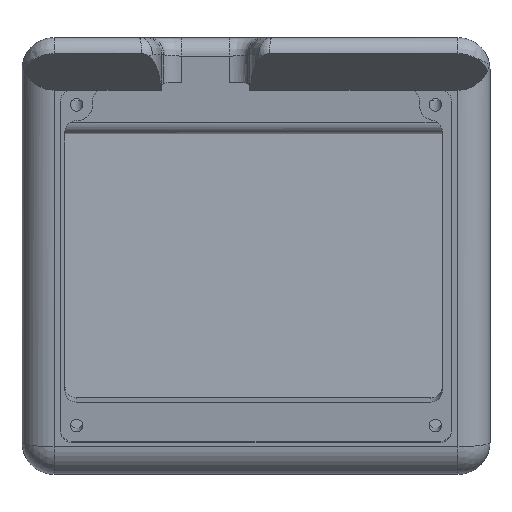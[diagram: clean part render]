
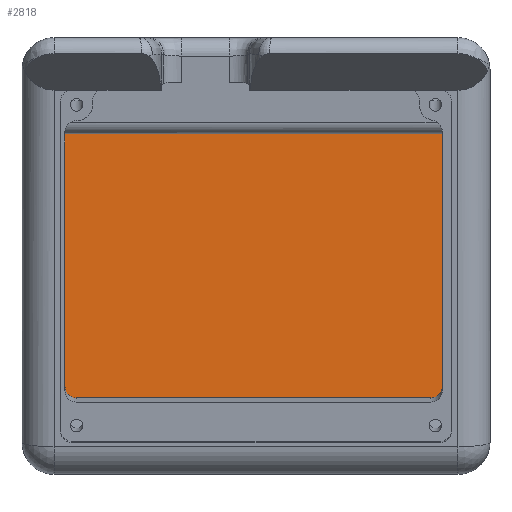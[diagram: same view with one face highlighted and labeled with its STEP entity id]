
A CAD part, top view. The second image highlights one B-rep face of the part: STEP entity #2818.
In plain terms, the highlighted planar face has unit normal (0, 0, 1).
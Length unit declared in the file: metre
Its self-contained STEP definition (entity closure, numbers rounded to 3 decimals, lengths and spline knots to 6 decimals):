
#184=LINE('',#4375,#376);
#185=LINE('',#4379,#377);
#186=LINE('',#4383,#378);
#187=LINE('',#4387,#379);
#188=LINE('',#4388,#380);
#189=LINE('',#4393,#381);
#190=LINE('',#4404,#382);
#191=LINE('',#4409,#383);
#192=LINE('',#4413,#384);
#193=LINE('',#4417,#385);
#194=LINE('',#4420,#386);
#195=LINE('',#4425,#387);
#376=VECTOR('',#3580,1.);
#377=VECTOR('',#3583,1.);
#378=VECTOR('',#3586,1.);
#379=VECTOR('',#3589,1.);
#380=VECTOR('',#3590,1.);
#381=VECTOR('',#3593,1.);
#382=VECTOR('',#3604,1.);
#383=VECTOR('',#3607,1.);
#384=VECTOR('',#3610,1.);
#385=VECTOR('',#3613,1.);
#386=VECTOR('',#3616,1.);
#387=VECTOR('',#3619,1.);
#539=PLANE('',#3097);
#778=ORIENTED_EDGE('',*,*,#1482,.T.);
#779=ORIENTED_EDGE('',*,*,#1483,.F.);
#780=ORIENTED_EDGE('',*,*,#1484,.T.);
#781=ORIENTED_EDGE('',*,*,#1485,.T.);
#782=ORIENTED_EDGE('',*,*,#1486,.T.);
#783=ORIENTED_EDGE('',*,*,#1487,.T.);
#784=ORIENTED_EDGE('',*,*,#1488,.T.);
#785=ORIENTED_EDGE('',*,*,#1489,.F.);
#786=ORIENTED_EDGE('',*,*,#1490,.F.);
#787=ORIENTED_EDGE('',*,*,#1491,.T.);
#788=ORIENTED_EDGE('',*,*,#1492,.T.);
#789=ORIENTED_EDGE('',*,*,#1493,.T.);
#790=ORIENTED_EDGE('',*,*,#1494,.F.);
#791=ORIENTED_EDGE('',*,*,#1495,.F.);
#792=ORIENTED_EDGE('',*,*,#1496,.F.);
#793=ORIENTED_EDGE('',*,*,#1497,.F.);
#794=ORIENTED_EDGE('',*,*,#1498,.T.);
#795=ORIENTED_EDGE('',*,*,#1499,.F.);
#796=ORIENTED_EDGE('',*,*,#1500,.T.);
#797=ORIENTED_EDGE('',*,*,#1501,.F.);
#798=ORIENTED_EDGE('',*,*,#1502,.F.);
#799=ORIENTED_EDGE('',*,*,#1503,.F.);
#800=ORIENTED_EDGE('',*,*,#1504,.F.);
#801=ORIENTED_EDGE('',*,*,#1505,.F.);
#802=ORIENTED_EDGE('',*,*,#1506,.F.);
#803=ORIENTED_EDGE('',*,*,#1507,.T.);
#804=ORIENTED_EDGE('',*,*,#1508,.T.);
#805=ORIENTED_EDGE('',*,*,#1509,.T.);
#1482=EDGE_CURVE('',#1852,#1853,#2094,.T.);
#1483=EDGE_CURVE('',#1854,#1853,#184,.T.);
#1484=EDGE_CURVE('',#1854,#1855,#2095,.T.);
#1485=EDGE_CURVE('',#1855,#1852,#185,.T.);
#1486=EDGE_CURVE('',#1856,#1857,#2096,.T.);
#1487=EDGE_CURVE('',#1857,#1858,#186,.T.);
#1488=EDGE_CURVE('',#1858,#1859,#2097,.T.);
#1489=EDGE_CURVE('',#1856,#1859,#187,.T.);
#1490=EDGE_CURVE('',#1860,#1861,#188,.T.);
#1491=EDGE_CURVE('',#1860,#1862,#2098,.T.);
#1492=EDGE_CURVE('',#1862,#1863,#189,.T.);
#1493=EDGE_CURVE('',#1863,#1861,#2099,.T.);
#1494=EDGE_CURVE('',#1864,#1864,#2100,.F.);
#1495=EDGE_CURVE('',#1865,#1865,#2101,.F.);
#1496=EDGE_CURVE('',#1866,#1866,#2102,.F.);
#1497=EDGE_CURVE('',#1867,#1867,#2103,.F.);
#1498=EDGE_CURVE('',#1868,#1869,#190,.T.);
#1499=EDGE_CURVE('',#1870,#1869,#2104,.T.);
#1500=EDGE_CURVE('',#1870,#1871,#191,.T.);
#1501=EDGE_CURVE('',#1872,#1871,#2105,.T.);
#1502=EDGE_CURVE('',#1873,#1872,#192,.T.);
#1503=EDGE_CURVE('',#1874,#1873,#2106,.T.);
#1504=EDGE_CURVE('',#1875,#1874,#193,.T.);
#1505=EDGE_CURVE('',#1868,#1875,#2107,.T.);
#1506=EDGE_CURVE('',#1876,#1877,#194,.T.);
#1507=EDGE_CURVE('',#1876,#1878,#2108,.T.);
#1508=EDGE_CURVE('',#1878,#1879,#195,.T.);
#1509=EDGE_CURVE('',#1879,#1877,#2109,.T.);
#1852=VERTEX_POINT('',#4373);
#1853=VERTEX_POINT('',#4374);
#1854=VERTEX_POINT('',#4376);
#1855=VERTEX_POINT('',#4378);
#1856=VERTEX_POINT('',#4381);
#1857=VERTEX_POINT('',#4382);
#1858=VERTEX_POINT('',#4384);
#1859=VERTEX_POINT('',#4386);
#1860=VERTEX_POINT('',#4389);
#1861=VERTEX_POINT('',#4390);
#1862=VERTEX_POINT('',#4392);
#1863=VERTEX_POINT('',#4394);
#1864=VERTEX_POINT('',#4397);
#1865=VERTEX_POINT('',#4399);
#1866=VERTEX_POINT('',#4401);
#1867=VERTEX_POINT('',#4403);
#1868=VERTEX_POINT('',#4405);
#1869=VERTEX_POINT('',#4406);
#1870=VERTEX_POINT('',#4408);
#1871=VERTEX_POINT('',#4410);
#1872=VERTEX_POINT('',#4412);
#1873=VERTEX_POINT('',#4414);
#1874=VERTEX_POINT('',#4416);
#1875=VERTEX_POINT('',#4418);
#1876=VERTEX_POINT('',#4421);
#1877=VERTEX_POINT('',#4422);
#1878=VERTEX_POINT('',#4424);
#1879=VERTEX_POINT('',#4426);
#2094=CIRCLE('',#3098,0.001717);
#2095=CIRCLE('',#3099,0.001717);
#2096=CIRCLE('',#3100,0.001717);
#2097=CIRCLE('',#3101,0.001717);
#2098=CIRCLE('',#3102,0.001717);
#2099=CIRCLE('',#3103,0.001717);
#2100=CIRCLE('',#3104,0.001632);
#2101=CIRCLE('',#3105,0.001632);
#2102=CIRCLE('',#3106,0.001632);
#2103=CIRCLE('',#3107,0.001632);
#2104=CIRCLE('',#3108,0.00635);
#2105=CIRCLE('',#3109,0.00635);
#2106=CIRCLE('',#3110,0.00635);
#2107=CIRCLE('',#3111,0.00635);
#2108=CIRCLE('',#3112,0.001717);
#2109=CIRCLE('',#3113,0.001717);
#2263=EDGE_LOOP('',(#778,#779,#780,#781));
#2264=EDGE_LOOP('',(#782,#783,#784,#785));
#2265=EDGE_LOOP('',(#786,#787,#788,#789));
#2266=EDGE_LOOP('',(#790));
#2267=EDGE_LOOP('',(#791));
#2268=EDGE_LOOP('',(#792));
#2269=EDGE_LOOP('',(#793));
#2270=EDGE_LOOP('',(#794,#795,#796,#797,#798,#799,#800,#801));
#2271=EDGE_LOOP('',(#802,#803,#804,#805));
#2525=FACE_BOUND('',#2263,.T.);
#2526=FACE_BOUND('',#2264,.T.);
#2527=FACE_BOUND('',#2265,.T.);
#2528=FACE_BOUND('',#2266,.T.);
#2529=FACE_BOUND('',#2267,.T.);
#2530=FACE_BOUND('',#2268,.T.);
#2531=FACE_BOUND('',#2269,.T.);
#2532=FACE_BOUND('',#2270,.T.);
#2533=FACE_BOUND('',#2271,.T.);
#2818=ADVANCED_FACE('',(#2525,#2526,#2527,#2528,#2529,#2530,#2531,#2532,
#2533),#539,.F.);
#3097=AXIS2_PLACEMENT_3D('',#4371,#3576,#3577);
#3098=AXIS2_PLACEMENT_3D('',#4372,#3578,#3579);
#3099=AXIS2_PLACEMENT_3D('',#4377,#3581,#3582);
#3100=AXIS2_PLACEMENT_3D('',#4380,#3584,#3585);
#3101=AXIS2_PLACEMENT_3D('',#4385,#3587,#3588);
#3102=AXIS2_PLACEMENT_3D('',#4391,#3591,#3592);
#3103=AXIS2_PLACEMENT_3D('',#4395,#3594,#3595);
#3104=AXIS2_PLACEMENT_3D('',#4396,#3596,#3597);
#3105=AXIS2_PLACEMENT_3D('',#4398,#3598,#3599);
#3106=AXIS2_PLACEMENT_3D('',#4400,#3600,#3601);
#3107=AXIS2_PLACEMENT_3D('',#4402,#3602,#3603);
#3108=AXIS2_PLACEMENT_3D('',#4407,#3605,#3606);
#3109=AXIS2_PLACEMENT_3D('',#4411,#3608,#3609);
#3110=AXIS2_PLACEMENT_3D('',#4415,#3611,#3612);
#3111=AXIS2_PLACEMENT_3D('',#4419,#3614,#3615);
#3112=AXIS2_PLACEMENT_3D('',#4423,#3617,#3618);
#3113=AXIS2_PLACEMENT_3D('',#4427,#3620,#3621);
#3576=DIRECTION('',(0.,0.,-1.));
#3577=DIRECTION('',(1.,0.,0.));
#3578=DIRECTION('',(0.,0.,-1.));
#3579=DIRECTION('',(1.,0.,0.));
#3580=DIRECTION('',(0.,-1.,0.));
#3581=DIRECTION('',(0.,0.,-1.));
#3582=DIRECTION('',(1.,0.,0.));
#3583=DIRECTION('',(0.,-1.,0.));
#3584=DIRECTION('',(0.,0.,-1.));
#3585=DIRECTION('',(1.,0.,0.));
#3586=DIRECTION('',(0.,1.,0.));
#3587=DIRECTION('',(0.,0.,-1.));
#3588=DIRECTION('',(1.,0.,0.));
#3589=DIRECTION('',(0.,1.,0.));
#3590=DIRECTION('',(0.,1.,0.));
#3591=DIRECTION('',(0.,0.,-1.));
#3592=DIRECTION('',(1.,0.,0.));
#3593=DIRECTION('',(0.,1.,0.));
#3594=DIRECTION('',(0.,0.,-1.));
#3595=DIRECTION('',(1.,0.,0.));
#3596=DIRECTION('',(0.,0.,-1.));
#3597=DIRECTION('',(-1.,0.,0.));
#3598=DIRECTION('',(0.,0.,-1.));
#3599=DIRECTION('',(-1.,0.,0.));
#3600=DIRECTION('',(0.,0.,-1.));
#3601=DIRECTION('',(-1.,0.,0.));
#3602=DIRECTION('',(0.,0.,-1.));
#3603=DIRECTION('',(-1.,0.,0.));
#3604=DIRECTION('',(-1.,0.,0.));
#3605=DIRECTION('',(0.,0.,-1.));
#3606=DIRECTION('',(-1.,0.,0.));
#3607=DIRECTION('',(0.,-1.,0.));
#3608=DIRECTION('',(0.,0.,-1.));
#3609=DIRECTION('',(-1.,0.,0.));
#3610=DIRECTION('',(-1.,0.,0.));
#3611=DIRECTION('',(0.,0.,-1.));
#3612=DIRECTION('',(-1.,0.,0.));
#3613=DIRECTION('',(0.,-1.,0.));
#3614=DIRECTION('',(0.,0.,-1.));
#3615=DIRECTION('',(-1.,0.,0.));
#3616=DIRECTION('',(0.,1.,0.));
#3617=DIRECTION('',(0.,0.,-1.));
#3618=DIRECTION('',(1.,0.,0.));
#3619=DIRECTION('',(0.,1.,0.));
#3620=DIRECTION('',(0.,0.,-1.));
#3621=DIRECTION('',(1.,0.,0.));
#4371=CARTESIAN_POINT('',(0.,0.043253,0.));
#4372=CARTESIAN_POINT('',(0.03555,0.075321,0.));
#4373=CARTESIAN_POINT('',(0.037267,0.075321,0.));
#4374=CARTESIAN_POINT('',(0.033833,0.075321,0.));
#4375=CARTESIAN_POINT('',(0.033833,0.075544,0.));
#4376=CARTESIAN_POINT('',(0.033833,0.075767,0.));
#4377=CARTESIAN_POINT('',(0.03555,0.075767,0.));
#4378=CARTESIAN_POINT('',(0.037267,0.075767,0.));
#4379=CARTESIAN_POINT('',(0.037267,0.075544,0.));
#4380=CARTESIAN_POINT('',(0.03555,0.01049,0.));
#4381=CARTESIAN_POINT('',(0.037267,0.01049,0.));
#4382=CARTESIAN_POINT('',(0.033833,0.01049,0.));
#4383=CARTESIAN_POINT('',(0.033833,0.010713,0.));
#4384=CARTESIAN_POINT('',(0.033833,0.010936,0.));
#4385=CARTESIAN_POINT('',(0.03555,0.010936,0.));
#4386=CARTESIAN_POINT('',(0.037267,0.010936,0.));
#4387=CARTESIAN_POINT('',(0.037267,0.010713,0.));
#4388=CARTESIAN_POINT('',(-0.033833,0.010713,0.));
#4389=CARTESIAN_POINT('',(-0.033833,0.01049,0.));
#4390=CARTESIAN_POINT('',(-0.033833,0.010936,0.));
#4391=CARTESIAN_POINT('',(-0.03555,0.01049,0.));
#4392=CARTESIAN_POINT('',(-0.037267,0.01049,0.));
#4393=CARTESIAN_POINT('',(-0.037267,0.010713,0.));
#4394=CARTESIAN_POINT('',(-0.037267,0.010936,0.));
#4395=CARTESIAN_POINT('',(-0.03555,0.010936,0.));
#4396=CARTESIAN_POINT('',(0.040024,0.080157,0.));
#4397=CARTESIAN_POINT('',(0.038392,0.080157,0.));
#4398=CARTESIAN_POINT('',(0.040024,0.00635,0.));
#4399=CARTESIAN_POINT('',(0.038392,0.00635,0.));
#4400=CARTESIAN_POINT('',(-0.040024,0.00635,0.));
#4401=CARTESIAN_POINT('',(-0.041656,0.00635,0.));
#4402=CARTESIAN_POINT('',(-0.040024,0.080157,0.));
#4403=CARTESIAN_POINT('',(-0.041656,0.080157,0.));
#4404=CARTESIAN_POINT('',(0.046376,0.086507,0.));
#4405=CARTESIAN_POINT('',(0.040024,0.086507,0.));
#4406=CARTESIAN_POINT('',(-0.040024,0.086507,0.));
#4407=CARTESIAN_POINT('',(-0.040024,0.080157,0.));
#4408=CARTESIAN_POINT('',(-0.046374,0.080157,0.));
#4409=CARTESIAN_POINT('',(-0.046374,0.041199,0.));
#4410=CARTESIAN_POINT('',(-0.046374,0.00635,0.));
#4411=CARTESIAN_POINT('',(-0.040024,0.00635,0.));
#4412=CARTESIAN_POINT('',(-0.040024,0.,0.));
#4413=CARTESIAN_POINT('',(0.046374,0.,0.));
#4414=CARTESIAN_POINT('',(0.040024,0.,0.));
#4415=CARTESIAN_POINT('',(0.040024,0.00635,0.));
#4416=CARTESIAN_POINT('',(0.046374,0.00635,0.));
#4417=CARTESIAN_POINT('',(0.046374,0.041199,0.));
#4418=CARTESIAN_POINT('',(0.046374,0.080157,0.));
#4419=CARTESIAN_POINT('',(0.040024,0.080157,0.));
#4420=CARTESIAN_POINT('',(-0.033833,0.075544,0.));
#4421=CARTESIAN_POINT('',(-0.033833,0.075321,0.));
#4422=CARTESIAN_POINT('',(-0.033833,0.075767,0.));
#4423=CARTESIAN_POINT('',(-0.03555,0.075321,0.));
#4424=CARTESIAN_POINT('',(-0.037267,0.075321,0.));
#4425=CARTESIAN_POINT('',(-0.037267,0.075544,0.));
#4426=CARTESIAN_POINT('',(-0.037267,0.075767,0.));
#4427=CARTESIAN_POINT('',(-0.03555,0.075767,0.));
